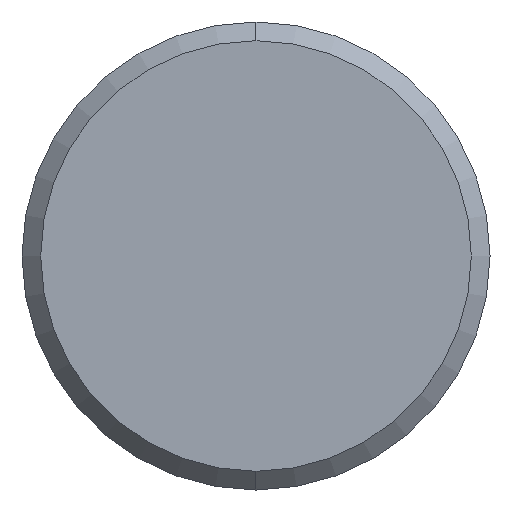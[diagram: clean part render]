
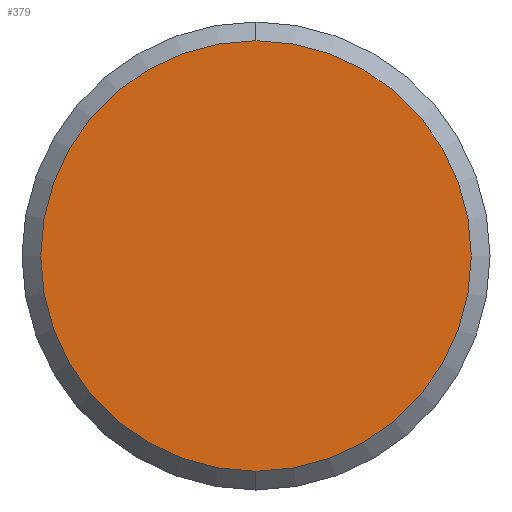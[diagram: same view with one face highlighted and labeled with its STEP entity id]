
A CAD part, left-side view. The second image highlights one B-rep face of the part: STEP entity #379.
In plain terms, the highlighted planar face has unit normal (-1, 0, 0).
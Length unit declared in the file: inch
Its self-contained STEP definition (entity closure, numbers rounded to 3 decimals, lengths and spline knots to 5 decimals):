
#27 = CARTESIAN_POINT ( 'NONE',  ( 0., 0., 0.22985 ) ) ;
#55 = CARTESIAN_POINT ( 'NONE',  ( 0., 0., 0. ) ) ;
#105 = CARTESIAN_POINT ( 'NONE',  ( 0., 0., -0.22985 ) ) ;
#147 = CARTESIAN_POINT ( 'NONE',  ( 0., 0., 0. ) ) ;
#169 = DIRECTION ( 'NONE',  ( 0., 0., 1. ) ) ;
#194 = DIRECTION ( 'NONE',  ( 0., 0., 1. ) ) ;
#224 = DIRECTION ( 'NONE',  ( 1., 0., 0. ) ) ;
#283 = DIRECTION ( 'NONE',  ( 0., 0., -1. ) ) ;
#319 = DIRECTION ( 'NONE',  ( -1., 0., 0. ) ) ;
#348 = DIRECTION ( 'NONE',  ( -1., 0., 0. ) ) ;
#359 = ORIENTED_EDGE ( 'NONE', *, *, #565, .T. ) ;
#379 = ADVANCED_FACE ( 'NONE', ( #477 ), #706, .F. ) ;
#418 = AXIS2_PLACEMENT_3D ( 'NONE', #147, #319, #194 ) ;
#424 = EDGE_CURVE ( 'NONE', #621, #465, #594, .T. ) ;
#460 = CARTESIAN_POINT ( 'NONE',  ( 0., 0., 0. ) ) ;
#465 = VERTEX_POINT ( 'NONE', #27 ) ;
#472 = AXIS2_PLACEMENT_3D ( 'NONE', #460, #348, #169 ) ;
#477 = FACE_OUTER_BOUND ( 'NONE', #511, .T. ) ;
#511 = EDGE_LOOP ( 'NONE', ( #680, #359 ) ) ;
#565 = EDGE_CURVE ( 'NONE', #465, #621, #626, .T. ) ;
#582 = AXIS2_PLACEMENT_3D ( 'NONE', #55, #224, #283 ) ;
#594 = CIRCLE ( 'NONE', #472, 0.22985 ) ;
#621 = VERTEX_POINT ( 'NONE', #105 ) ;
#626 = CIRCLE ( 'NONE', #418, 0.22985 ) ;
#680 = ORIENTED_EDGE ( 'NONE', *, *, #424, .T. ) ;
#706 = PLANE ( 'NONE',  #582 ) ;
